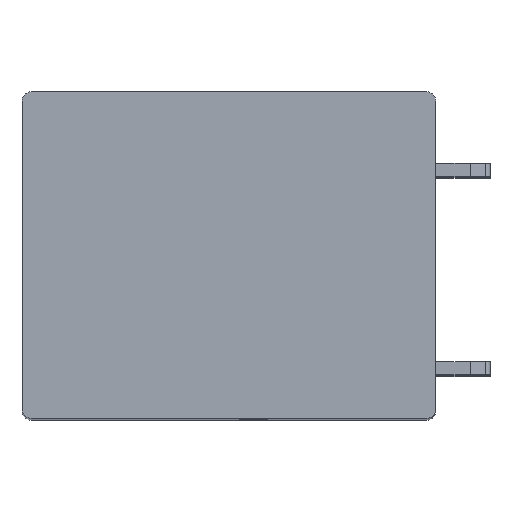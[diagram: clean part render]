
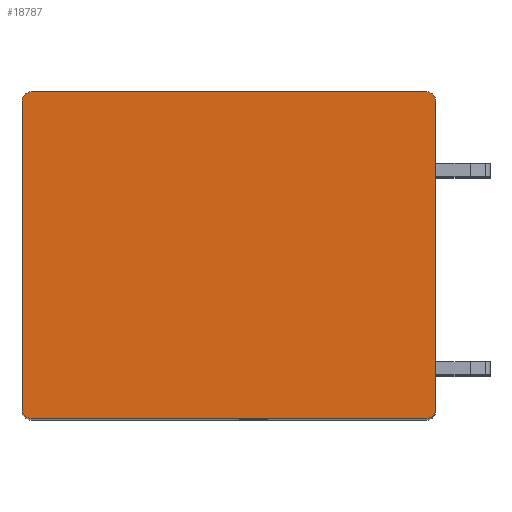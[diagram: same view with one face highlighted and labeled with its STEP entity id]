
A CAD part, top view. The second image highlights one B-rep face of the part: STEP entity #18787.
In plain terms, the highlighted planar face has unit normal (0, 0, 1).
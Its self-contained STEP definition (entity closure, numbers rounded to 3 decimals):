
#7057=CARTESIAN_POINT('',(-13.8,9.,75.));
#7058=DIRECTION('',(0.,0.,1.));
#7059=DIRECTION('',(0.,1.,0.));
#7060=AXIS2_PLACEMENT_3D('',#7057,#7058,#7059);
#7062=DIRECTION('',(-1.,0.,0.));
#7063=VECTOR('',#7062,29.9);
#7064=CARTESIAN_POINT('',(16.1,9.7,75.));
#7065=LINE('',#7064,#7063);
#7066=CARTESIAN_POINT('',(16.1,9.,75.));
#7067=DIRECTION('',(0.,0.,1.));
#7068=DIRECTION('',(1.,0.,0.));
#7069=AXIS2_PLACEMENT_3D('',#7066,#7067,#7068);
#7071=DIRECTION('',(0.,1.,0.));
#7072=VECTOR('',#7071,23.3);
#7073=CARTESIAN_POINT('',(16.8,-14.3,75.));
#7074=LINE('',#7073,#7072);
#7075=CARTESIAN_POINT('',(16.1,-14.3,75.));
#7076=DIRECTION('',(0.,0.,1.));
#7077=DIRECTION('',(0.,-1.,0.));
#7078=AXIS2_PLACEMENT_3D('',#7075,#7076,#7077);
#7080=DIRECTION('',(1.,0.,0.));
#7081=VECTOR('',#7080,29.9);
#7082=CARTESIAN_POINT('',(-13.8,-15.,75.));
#7083=LINE('',#7082,#7081);
#7084=CARTESIAN_POINT('',(-13.8,-14.3,75.));
#7085=DIRECTION('',(0.,0.,1.));
#7086=DIRECTION('',(-1.,0.,0.));
#7087=AXIS2_PLACEMENT_3D('',#7084,#7085,#7086);
#7089=DIRECTION('',(0.,-1.,0.));
#7090=VECTOR('',#7089,23.3);
#7091=CARTESIAN_POINT('',(-14.5,9.,75.));
#7092=LINE('',#7091,#7090);
#8285=CARTESIAN_POINT('',(-13.8,9.7,75.));
#8286=VERTEX_POINT('',#8285);
#8287=CARTESIAN_POINT('',(-14.5,9.,75.));
#8288=VERTEX_POINT('',#8287);
#8293=CARTESIAN_POINT('',(16.8,9.,75.));
#8294=VERTEX_POINT('',#8293);
#8295=CARTESIAN_POINT('',(16.1,9.7,75.));
#8296=VERTEX_POINT('',#8295);
#8301=CARTESIAN_POINT('',(-14.5,-14.3,75.));
#8302=VERTEX_POINT('',#8301);
#8303=CARTESIAN_POINT('',(-13.8,-15.,75.));
#8304=VERTEX_POINT('',#8303);
#8309=CARTESIAN_POINT('',(16.1,-15.,75.));
#8310=VERTEX_POINT('',#8309);
#8311=CARTESIAN_POINT('',(16.8,-14.3,75.));
#8312=VERTEX_POINT('',#8311);
#18772=CARTESIAN_POINT('',(0.,0.,75.));
#18773=DIRECTION('',(0.,0.,1.));
#18774=DIRECTION('',(1.,0.,0.));
#18775=AXIS2_PLACEMENT_3D('',#18772,#18773,#18774);
#18776=PLANE('',#18775);
#18777=ORIENTED_EDGE('',*,*,#9068,.F.);
#18778=ORIENTED_EDGE('',*,*,#9084,.F.);
#18779=ORIENTED_EDGE('',*,*,#9097,.F.);
#18780=ORIENTED_EDGE('',*,*,#9112,.F.);
#18781=ORIENTED_EDGE('',*,*,#14501,.F.);
#18782=ORIENTED_EDGE('',*,*,#14514,.F.);
#18783=ORIENTED_EDGE('',*,*,#15153,.F.);
#18784=ORIENTED_EDGE('',*,*,#15165,.F.);
#18785=EDGE_LOOP('',(#18777,#18778,#18779,#18780,#18781,#18782,#18783,#18784));
#18786=FACE_OUTER_BOUND('',#18785,.F.);
#7061=CIRCLE('',#7060,0.7);
#7070=CIRCLE('',#7069,0.7);
#7079=CIRCLE('',#7078,0.7);
#7088=CIRCLE('',#7087,0.7);
#9068=EDGE_CURVE('',#8286,#8288,#7061,.T.);
#9084=EDGE_CURVE('',#8296,#8286,#7065,.T.);
#9097=EDGE_CURVE('',#8294,#8296,#7070,.T.);
#9112=EDGE_CURVE('',#8312,#8294,#7074,.T.);
#14501=EDGE_CURVE('',#8310,#8312,#7079,.T.);
#14514=EDGE_CURVE('',#8304,#8310,#7083,.T.);
#15153=EDGE_CURVE('',#8302,#8304,#7088,.T.);
#15165=EDGE_CURVE('',#8288,#8302,#7092,.T.);
#18787=ADVANCED_FACE('',(#18786),#18776,.T.);
